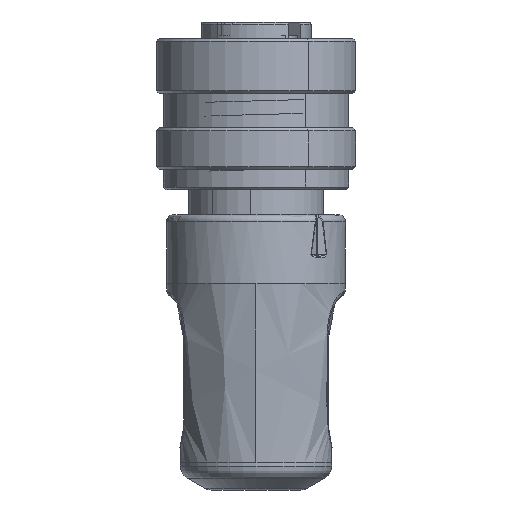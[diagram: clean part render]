
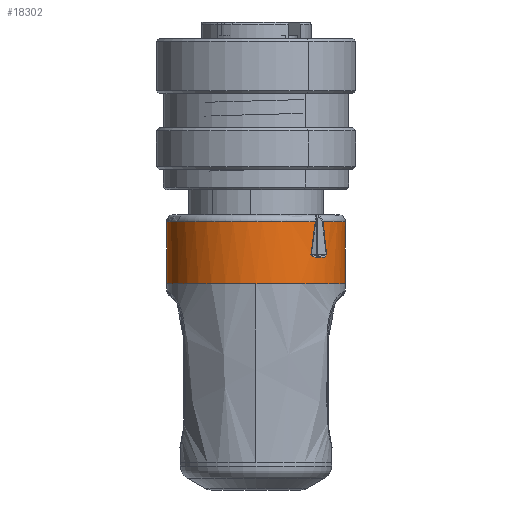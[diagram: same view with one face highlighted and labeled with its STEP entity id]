
A CAD part, left-side view. The second image highlights one B-rep face of the part: STEP entity #18302.
In plain terms, the highlighted cylindrical face has radius 6.5 mm (diameter 13 mm), a partial arc.
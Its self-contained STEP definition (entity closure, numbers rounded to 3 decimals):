
#190 = FACE_OUTER_BOUND ( 'NONE', #20805, .T. ) ;
#758 = CARTESIAN_POINT ( 'NONE',  ( 5., 0., 6.5 ) ) ;
#1381 = CARTESIAN_POINT ( 'NONE',  ( 0.5, 0., 0. ) ) ;
#2047 = AXIS2_PLACEMENT_3D ( 'NONE', #22238, #18684, #33191 ) ;
#2583 = CARTESIAN_POINT ( 'NONE',  ( 2.889, 5.133, -3.988 ) ) ;
#3492 = CARTESIAN_POINT ( 'NONE',  ( 3.1, 0., 0. ) ) ;
#4172 = CARTESIAN_POINT ( 'NONE',  ( 5., 0., 0. ) ) ;
#4755 = VERTEX_POINT ( 'NONE', #758 ) ;
#5317 = CARTESIAN_POINT ( 'NONE',  ( 3.1, 4.469, -4.72 ) ) ;
#5757 = CARTESIAN_POINT ( 'NONE',  ( 0., 0., -6.5 ) ) ;
#5833 = CARTESIAN_POINT ( 'NONE',  ( 3.059, 4.16, -4.995 ) ) ;
#5888 = CARTESIAN_POINT ( 'NONE',  ( 1.294, 4.966, -4.194 ) ) ;
#6106 = EDGE_CURVE ( 'NONE', #19230, #37548, #19992, .T. ) ;
#6308 = CARTESIAN_POINT ( 'NONE',  ( 2.89, 3.987, -5.134 ) ) ;
#6382 = CIRCLE ( 'NONE', #46630, 6.5 ) ;
#6479 = CARTESIAN_POINT ( 'NONE',  ( 2.89, 3.987, -5.134 ) ) ;
#6809 = B_SPLINE_CURVE_WITH_KNOTS ( 'NONE', 3,
 ( #24517, #30961, #16703, #10037, #28310, #6479 ),
 .UNSPECIFIED., .F., .F.,
 ( 4, 2, 4 ),
 ( 0., 0.001, 0.002 ),
 .UNSPECIFIED. ) ;
#7253 = EDGE_CURVE ( 'NONE', #31234, #42110, #6382, .T. ) ;
#8001 = EDGE_CURVE ( 'NONE', #37548, #26994, #6809, .T. ) ;
#8554 = CIRCLE ( 'NONE', #19943, 6.5 ) ;
#8575 = VERTEX_POINT ( 'NONE', #36992 ) ;
#8657 = LINE ( 'NONE', #23574, #11114 ) ;
#9192 = VERTEX_POINT ( 'NONE', #5317 ) ;
#9208 = DIRECTION ( 'NONE',  ( 1., 0., 0. ) ) ;
#9271 = CARTESIAN_POINT ( 'NONE',  ( 0.5, 0., 6.5 ) ) ;
#9967 = CIRCLE ( 'NONE', #36544, 6.5 ) ;
#10037 = CARTESIAN_POINT ( 'NONE',  ( 2.09, 4.079, -5.062 ) ) ;
#10816 = EDGE_CURVE ( 'NONE', #26994, #9192, #14715, .T. ) ;
#10833 = CARTESIAN_POINT ( 'NONE',  ( 2.89, 3.987, -5.134 ) ) ;
#11112 = CYLINDRICAL_SURFACE ( 'NONE', #14194, 6.5 ) ;
#11114 = VECTOR ( 'NONE', #38353, 1000. ) ;
#11283 = DIRECTION ( 'NONE',  ( 0., 0., 1. ) ) ;
#11422 = ORIENTED_EDGE ( 'NONE', *, *, #8001, .T. ) ;
#11498 = DIRECTION ( 'NONE',  ( -1., 0., 0. ) ) ;
#12566 = VERTEX_POINT ( 'NONE', #45199 ) ;
#12627 = DIRECTION ( 'NONE',  ( 1., 0., 0. ) ) ;
#13061 = CARTESIAN_POINT ( 'NONE',  ( 3.1, 4.72, -4.469 ) ) ;
#13578 = ORIENTED_EDGE ( 'NONE', *, *, #41898, .T. ) ;
#13659 = CARTESIAN_POINT ( 'NONE',  ( 3.006, 5.082, -4.052 ) ) ;
#14194 = AXIS2_PLACEMENT_3D ( 'NONE', #33241, #33021, #41055 ) ;
#14715 = B_SPLINE_CURVE_WITH_KNOTS ( 'NONE', 3,
 ( #6308, #27894, #24578, #39110, #19864, #16312, #5833, #20325, #20802, #16537 ),
 .UNSPECIFIED., .F., .F.,
 ( 4, 2, 2, 2, 4 ),
 ( 0., 0., 0., 0., 0.001 ),
 .UNSPECIFIED. ) ;
#15863 = EDGE_CURVE ( 'NONE', #9192, #29605, #9967, .T. ) ;
#16312 = CARTESIAN_POINT ( 'NONE',  ( 3.044, 4.116, -5.031 ) ) ;
#16537 = CARTESIAN_POINT ( 'NONE',  ( 3.1, 4.469, -4.72 ) ) ;
#16703 = CARTESIAN_POINT ( 'NONE',  ( 1.293, 4.186, -4.973 ) ) ;
#16781 = CARTESIAN_POINT ( 'NONE',  ( 2.92, 5.136, -3.984 ) ) ;
#17072 = CARTESIAN_POINT ( 'NONE',  ( 0.897, 4.916, -4.253 ) ) ;
#17255 = CARTESIAN_POINT ( 'NONE',  ( 3.059, 4.994, -4.161 ) ) ;
#17660 = EDGE_CURVE ( 'NONE', #12566, #19230, #34972, .T. ) ;
#17800 = ORIENTED_EDGE ( 'NONE', *, *, #15863, .T. ) ;
#18226 = VERTEX_POINT ( 'NONE', #25114 ) ;
#18302 = ADVANCED_FACE ( 'NONE', ( #190 ), #11112, .T. ) ;
#18652 = DIRECTION ( 'NONE',  ( 0., 0., 1. ) ) ;
#18684 = DIRECTION ( 'NONE',  ( -1., 0., 0. ) ) ;
#19220 = DIRECTION ( 'NONE',  ( 0., 0., -1. ) ) ;
#19230 = VERTEX_POINT ( 'NONE', #24834 ) ;
#19864 = CARTESIAN_POINT ( 'NONE',  ( 3.006, 4.052, -5.083 ) ) ;
#19943 = AXIS2_PLACEMENT_3D ( 'NONE', #4172, #11498, #18652 ) ;
#19992 = CIRCLE ( 'NONE', #45029, 6.5 ) ;
#20325 = CARTESIAN_POINT ( 'NONE',  ( 3.093, 4.293, -4.882 ) ) ;
#20802 = CARTESIAN_POINT ( 'NONE',  ( 3.1, 4.382, -4.802 ) ) ;
#20805 = EDGE_LOOP ( 'NONE', ( #42652, #38649, #33141, #25127, #11422, #28035, #17800, #13578, #32878, #32570, #25688 ) ) ;
#22238 = CARTESIAN_POINT ( 'NONE',  ( 5., 0., 0. ) ) ;
#23260 = EDGE_CURVE ( 'NONE', #4755, #42110, #8657, .T. ) ;
#23313 = DIRECTION ( 'NONE',  ( 0., 0., -1. ) ) ;
#23574 = CARTESIAN_POINT ( 'NONE',  ( 0., 0., 6.5 ) ) ;
#24222 = EDGE_CURVE ( 'NONE', #8575, #31234, #45916, .T. ) ;
#24517 = CARTESIAN_POINT ( 'NONE',  ( 0.5, 4.307, -4.868 ) ) ;
#24578 = CARTESIAN_POINT ( 'NONE',  ( 2.949, 3.997, -5.126 ) ) ;
#24595 = CARTESIAN_POINT ( 'NONE',  ( 2.889, 5.133, -3.988 ) ) ;
#24834 = CARTESIAN_POINT ( 'NONE',  ( 0.5, 0., -6.5 ) ) ;
#25114 = CARTESIAN_POINT ( 'NONE',  ( 5., 6.5, 0. ) ) ;
#25127 = ORIENTED_EDGE ( 'NONE', *, *, #6106, .T. ) ;
#25688 = ORIENTED_EDGE ( 'NONE', *, *, #23260, .F. ) ;
#26994 = VERTEX_POINT ( 'NONE', #10833 ) ;
#27048 = EDGE_CURVE ( 'NONE', #18226, #12566, #39227, .T. ) ;
#27447 = CARTESIAN_POINT ( 'NONE',  ( 3.093, 4.881, -4.294 ) ) ;
#27894 = CARTESIAN_POINT ( 'NONE',  ( 2.92, 3.984, -5.136 ) ) ;
#28035 = ORIENTED_EDGE ( 'NONE', *, *, #10816, .T. ) ;
#28036 = DIRECTION ( 'NONE',  ( -1., 0., 0. ) ) ;
#28146 = CARTESIAN_POINT ( 'NONE',  ( 2.949, 5.125, -3.998 ) ) ;
#28186 = CARTESIAN_POINT ( 'NONE',  ( 2.489, 5.097, -4.034 ) ) ;
#28310 = CARTESIAN_POINT ( 'NONE',  ( 2.489, 4.03, -5.1 ) ) ;
#29605 = VERTEX_POINT ( 'NONE', #13061 ) ;
#30961 = CARTESIAN_POINT ( 'NONE',  ( 0.896, 4.246, -4.923 ) ) ;
#31234 = VERTEX_POINT ( 'NONE', #39630 ) ;
#31281 = CARTESIAN_POINT ( 'NONE',  ( 3.1, 4.802, -4.383 ) ) ;
#31565 = CARTESIAN_POINT ( 'NONE',  ( 2.09, 5.057, -4.085 ) ) ;
#32570 = ORIENTED_EDGE ( 'NONE', *, *, #7253, .T. ) ;
#32878 = ORIENTED_EDGE ( 'NONE', *, *, #24222, .T. ) ;
#33021 = DIRECTION ( 'NONE',  ( -1., 0., 0. ) ) ;
#33141 = ORIENTED_EDGE ( 'NONE', *, *, #17660, .T. ) ;
#33191 = DIRECTION ( 'NONE',  ( 0., 0., 1. ) ) ;
#33241 = CARTESIAN_POINT ( 'NONE',  ( 0., 0., 0. ) ) ;
#33269 = VECTOR ( 'NONE', #28036, 1000. ) ;
#34972 = LINE ( 'NONE', #5757, #33269 ) ;
#35335 = CARTESIAN_POINT ( 'NONE',  ( 3.1, 4.72, -4.469 ) ) ;
#36544 = AXIS2_PLACEMENT_3D ( 'NONE', #3492, #46964, #11283 ) ;
#36992 = CARTESIAN_POINT ( 'NONE',  ( 2.889, 5.133, -3.988 ) ) ;
#37548 = VERTEX_POINT ( 'NONE', #38560 ) ;
#38353 = DIRECTION ( 'NONE',  ( -1., 0., 0. ) ) ;
#38560 = CARTESIAN_POINT ( 'NONE',  ( 0.5, 4.307, -4.868 ) ) ;
#38649 = ORIENTED_EDGE ( 'NONE', *, *, #27048, .T. ) ;
#39110 = CARTESIAN_POINT ( 'NONE',  ( 2.991, 4.031, -5.099 ) ) ;
#39163 = CARTESIAN_POINT ( 'NONE',  ( 0.5, 4.864, -4.312 ) ) ;
#39227 = CIRCLE ( 'NONE', #2047, 6.5 ) ;
#39397 = B_SPLINE_CURVE_WITH_KNOTS ( 'NONE', 3,
 ( #35335, #31281, #27447, #17255, #46025, #13659, #46249, #28146, #16781, #24595 ),
 .UNSPECIFIED., .F., .F.,
 ( 4, 2, 2, 2, 4 ),
 ( 0., 0., 0.001, 0.001, 0.001 ),
 .UNSPECIFIED. ) ;
#39630 = CARTESIAN_POINT ( 'NONE',  ( 0.5, 4.864, -4.312 ) ) ;
#40631 = EDGE_CURVE ( 'NONE', #4755, #18226, #8554, .T. ) ;
#41055 = DIRECTION ( 'NONE',  ( 0., 0., 1. ) ) ;
#41898 = EDGE_CURVE ( 'NONE', #29605, #8575, #39397, .T. ) ;
#42110 = VERTEX_POINT ( 'NONE', #9271 ) ;
#42652 = ORIENTED_EDGE ( 'NONE', *, *, #40631, .T. ) ;
#45029 = AXIS2_PLACEMENT_3D ( 'NONE', #46138, #12627, #23313 ) ;
#45199 = CARTESIAN_POINT ( 'NONE',  ( 5., 0., -6.5 ) ) ;
#45916 = B_SPLINE_CURVE_WITH_KNOTS ( 'NONE', 3,
 ( #2583, #28186, #31565, #5888, #17072, #39163 ),
 .UNSPECIFIED., .F., .F.,
 ( 4, 2, 4 ),
 ( 0., 0.001, 0.002 ),
 .UNSPECIFIED. ) ;
#46025 = CARTESIAN_POINT ( 'NONE',  ( 3.044, 5.031, -4.116 ) ) ;
#46138 = CARTESIAN_POINT ( 'NONE',  ( 0.5, 0., 0. ) ) ;
#46249 = CARTESIAN_POINT ( 'NONE',  ( 2.99, 5.099, -4.032 ) ) ;
#46630 = AXIS2_PLACEMENT_3D ( 'NONE', #1381, #9208, #19220 ) ;
#46964 = DIRECTION ( 'NONE',  ( 1., 0., 0. ) ) ;
